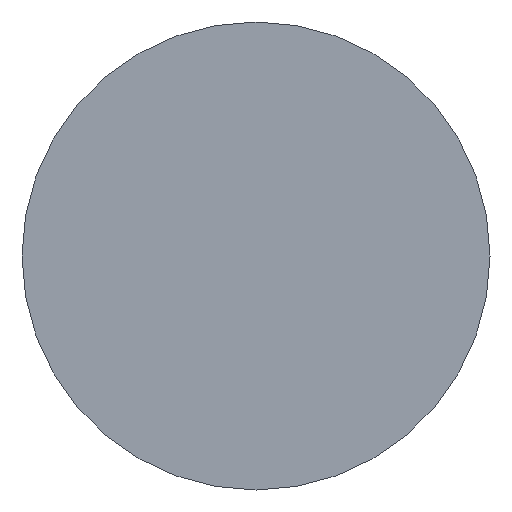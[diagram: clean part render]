
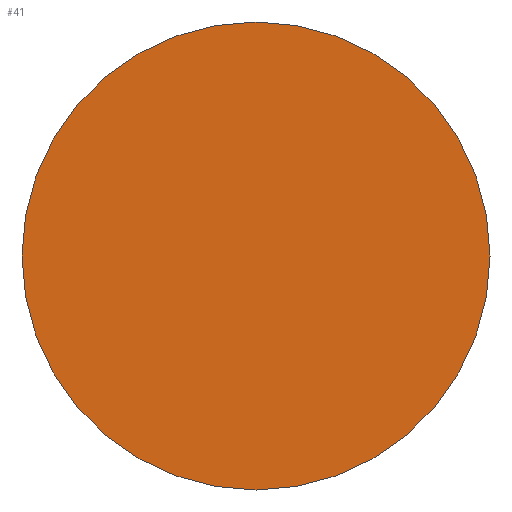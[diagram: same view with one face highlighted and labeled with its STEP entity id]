
A CAD part, left-side view. The second image highlights one B-rep face of the part: STEP entity #41.
In plain terms, the highlighted planar face has unit normal (-1, 0, 0).
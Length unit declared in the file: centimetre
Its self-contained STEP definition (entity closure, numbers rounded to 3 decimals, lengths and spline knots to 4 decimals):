
#19=PLANE('',#48);
#23=FACE_OUTER_BOUND('',#27,.T.);
#27=EDGE_LOOP('',(#37));
#28=CIRCLE('',#45,0.05);
#30=VERTEX_POINT('',#63);
#32=EDGE_CURVE('',#30,#30,#28,.T.);
#37=ORIENTED_EDGE('',*,*,#32,.T.);
#41=ADVANCED_FACE('',(#23),#19,.T.);
#45=AXIS2_PLACEMENT_3D('',#64,#53,#54);
#48=AXIS2_PLACEMENT_3D('',#68,#59,#60);
#53=DIRECTION('center_axis',(-1.,0.,0.));
#54=DIRECTION('ref_axis',(0.,-1.,0.));
#59=DIRECTION('center_axis',(-1.,0.,0.));
#60=DIRECTION('ref_axis',(0.,1.,0.));
#63=CARTESIAN_POINT('',(-2.48,11.3,3.75));
#64=CARTESIAN_POINT('Origin',(-2.48,11.35,3.75));
#68=CARTESIAN_POINT('Origin',(-2.48,11.35,3.75));
